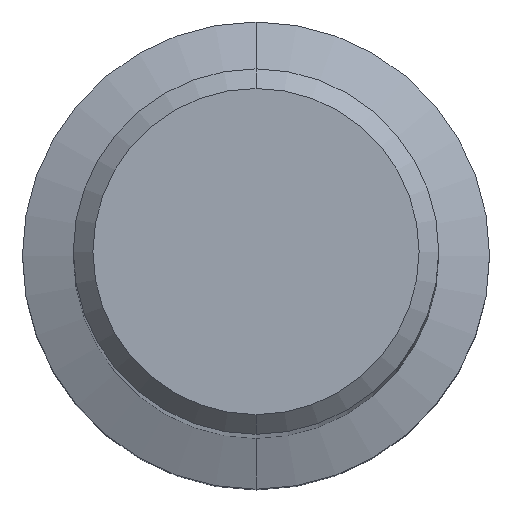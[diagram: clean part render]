
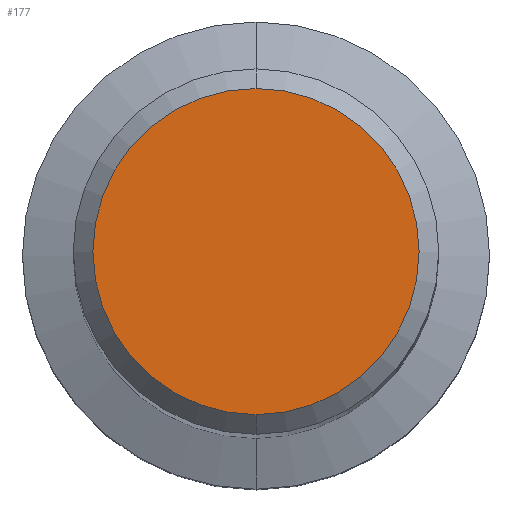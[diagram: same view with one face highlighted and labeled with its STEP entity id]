
A CAD part, top view. The second image highlights one B-rep face of the part: STEP entity #177.
In plain terms, the highlighted planar face has unit normal (0, 0, 1).
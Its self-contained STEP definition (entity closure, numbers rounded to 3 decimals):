
#123=VERTEX_POINT('',#322);
#169=EDGE_CURVE('',#123,#243,#372,.T.);
#177=ADVANCED_FACE('',(#381),#382,.T.);
#207=EDGE_CURVE('',#243,#123,#415,.T.);
#243=VERTEX_POINT('',#455);
#322=CARTESIAN_POINT('',(0.,-6.65,0.0));
#372=CIRCLE('',#603,6.65);
#381=FACE_OUTER_BOUND('',#616,.T.);
#382=PLANE('',#617);
#415=CIRCLE('',#657,6.65);
#455=CARTESIAN_POINT('',(0.0,6.65,0.0));
#603=AXIS2_PLACEMENT_3D('',#865,#866,#867);
#616=EDGE_LOOP('',(#879,#880));
#617=AXIS2_PLACEMENT_3D('',#881,#882,#883);
#657=AXIS2_PLACEMENT_3D('',#916,#917,#918);
#865=CARTESIAN_POINT('',(0.0,0.0,0.0));
#866=DIRECTION('',(0.0,0.0,-1.0));
#867=DIRECTION('',(0.0,1.0,0.0));
#879=ORIENTED_EDGE('',*,*,#207,.F.);
#880=ORIENTED_EDGE('',*,*,#169,.F.);
#881=CARTESIAN_POINT('',(0.0,3.325,0.0));
#882=DIRECTION('',(-0.0,0.0,1.0));
#883=DIRECTION('',(0.0,-1.0,0.0));
#916=CARTESIAN_POINT('',(0.0,0.0,0.0));
#917=DIRECTION('',(0.0,0.0,-1.0));
#918=DIRECTION('',(0.0,1.0,0.0));
